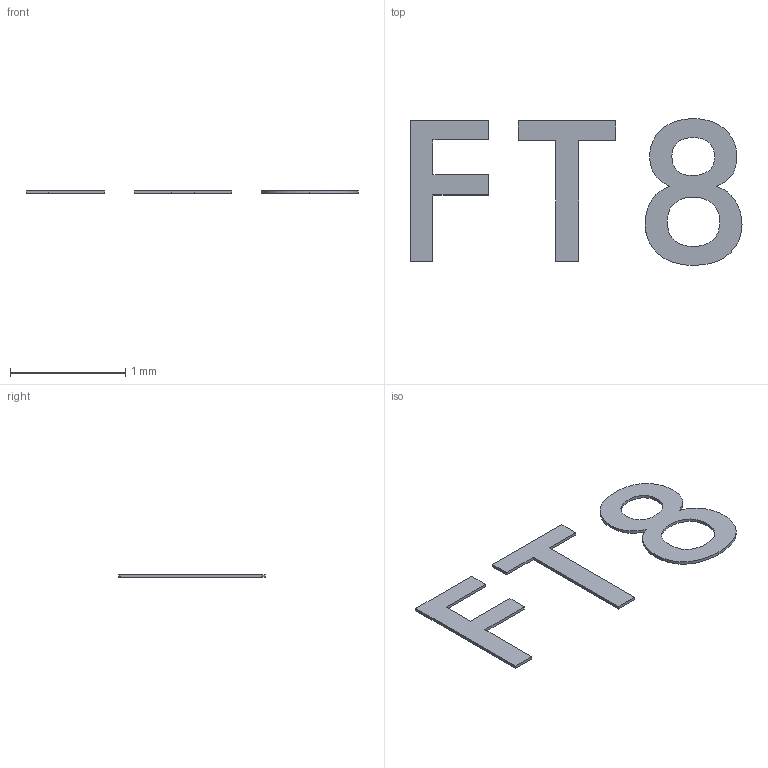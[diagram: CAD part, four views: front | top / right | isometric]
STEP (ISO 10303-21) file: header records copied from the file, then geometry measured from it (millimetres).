
FILE_DESCRIPTION(/* description */ (''),/* implementation_level */ '2;1');
FILE_NAME(/* name */ '827-7362-089',/* time_stamp */ '2000-05-10T14:08:42-05:00',/* author */ (''),/* organization */ (''),/* preprocessor_version */ 'ST-DEVELOPER 1.6',/* originating_system */ 'UNIGRAPHICS SOLUTIONS - UNIGRAPHICS 15.0',/* authorisation */ '');
FILE_SCHEMA (('CONFIG_CONTROL_DESIGN'));
Length unit declared in the file: inch
Products named in the file (1): rwhe54ca00mx
Bounding box: 2.88 x 1.27 x 0.03 mm (x, y, z)
Volume: 0 mm3; surface area: 3.1 mm2
Topology: 3 solids, 3 shells, 32 faces, 78 edges, 52 vertices
Faces by surface type: plane 24, extrusion 8
Entity records: 1093 total; most frequent: CARTESIAN_POINT 274, ORIENTED_EDGE 156, DIRECTION 120, EDGE_CURVE 78, VECTOR 70, LINE 62, VERTEX_POINT 52, EDGE_LOOP 36
